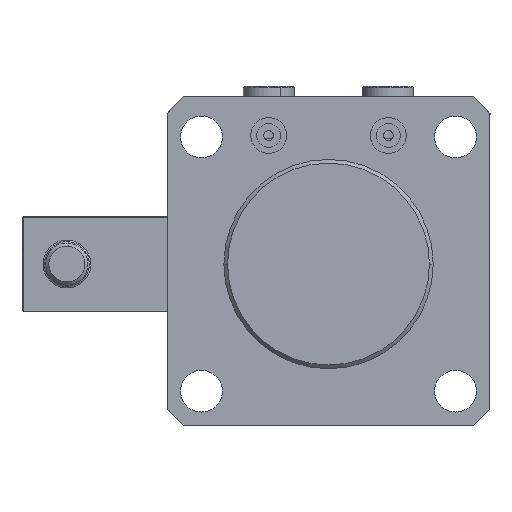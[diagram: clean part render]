
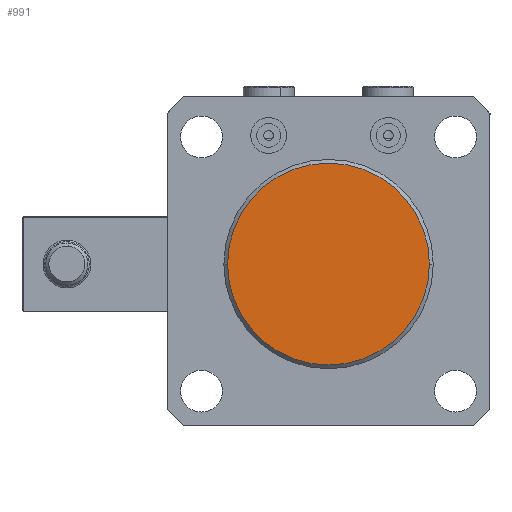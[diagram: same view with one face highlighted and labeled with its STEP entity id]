
A CAD part, front view. The second image highlights one B-rep face of the part: STEP entity #991.
In plain terms, the highlighted planar face has unit normal (0, -1, 0).
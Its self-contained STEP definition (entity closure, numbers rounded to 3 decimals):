
#183 = DIRECTION ( 'NONE',  ( 0., -1., 0. ) ) ;
#271 = DIRECTION ( 'NONE',  ( 1., 0., 0. ) ) ;
#304 = DIRECTION ( 'NONE',  ( 0., -1., 0. ) ) ;
#315 = CARTESIAN_POINT ( 'NONE',  ( 1034.668, 44.321, 0. ) ) ;
#473 = AXIS2_PLACEMENT_3D ( 'NONE', #9068, #304, #10533 ) ;
#991 = ADVANCED_FACE ( 'NONE', ( #10902 ), #1323, .T. ) ;
#1323 = PLANE ( 'NONE',  #16584 ) ;
#2927 = VERTEX_POINT ( 'NONE', #9616 ) ;
#2997 = ORIENTED_EDGE ( 'NONE', *, *, #5499, .T. ) ;
#3097 = EDGE_LOOP ( 'NONE', ( #3873, #2997 ) ) ;
#3839 = CARTESIAN_POINT ( 'NONE',  ( 1000.918, 44.321, 0. ) ) ;
#3873 = ORIENTED_EDGE ( 'NONE', *, *, #14092, .T. ) ;
#5499 = EDGE_CURVE ( 'NONE', #7257, #2927, #11016, .T. ) ;
#7257 = VERTEX_POINT ( 'NONE', #315 ) ;
#8884 = DIRECTION ( 'NONE',  ( 1., 0., 0. ) ) ;
#9036 = DIRECTION ( 'NONE',  ( 0., -1., 0. ) ) ;
#9068 = CARTESIAN_POINT ( 'NONE',  ( 1000.918, 44.321, 0. ) ) ;
#9491 = CIRCLE ( 'NONE', #473, 33.75 ) ;
#9616 = CARTESIAN_POINT ( 'NONE',  ( 967.168, 44.321, 0. ) ) ;
#10533 = DIRECTION ( 'NONE',  ( 1., 0., 0. ) ) ;
#10902 = FACE_OUTER_BOUND ( 'NONE', #3097, .T. ) ;
#11016 = CIRCLE ( 'NONE', #17776, 33.75 ) ;
#14092 = EDGE_CURVE ( 'NONE', #2927, #7257, #9491, .T. ) ;
#16584 = AXIS2_PLACEMENT_3D ( 'NONE', #3839, #183, #8884 ) ;
#17776 = AXIS2_PLACEMENT_3D ( 'NONE', #17803, #9036, #271 ) ;
#17803 = CARTESIAN_POINT ( 'NONE',  ( 1000.918, 44.321, 0. ) ) ;
